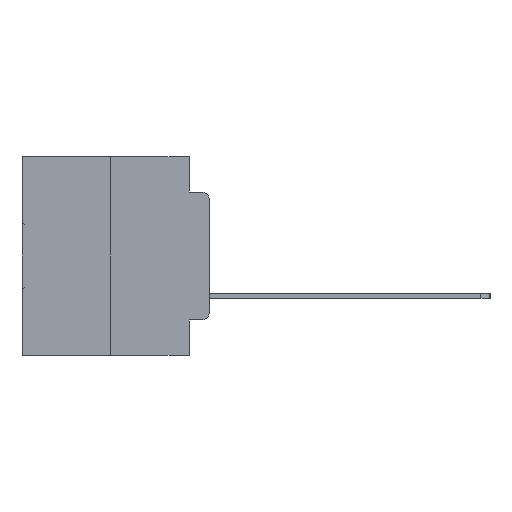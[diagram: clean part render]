
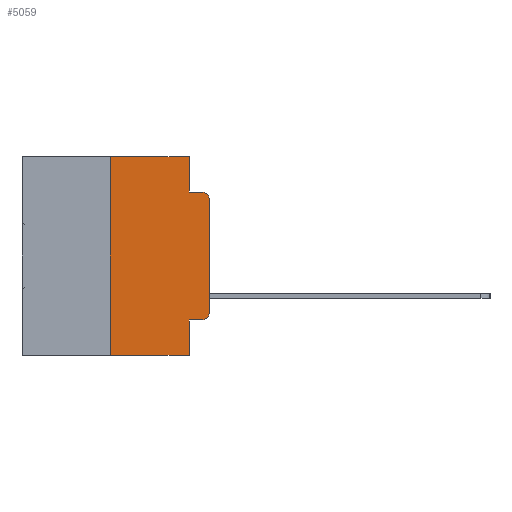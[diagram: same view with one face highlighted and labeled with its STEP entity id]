
A CAD part, left-side view. The second image highlights one B-rep face of the part: STEP entity #5059.
In plain terms, the highlighted planar face has unit normal (-1, 0, 0).
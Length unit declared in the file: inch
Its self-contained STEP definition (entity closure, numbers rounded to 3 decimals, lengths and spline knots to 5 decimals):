
#869 = VERTEX_POINT ( 'NONE', #5995 ) ;
#1401 = VECTOR ( 'NONE', #21667, 39.37008 ) ;
#1606 = DIRECTION ( 'NONE',  ( 0., 0., -1. ) ) ;
#2068 = EDGE_CURVE ( 'NONE', #30467, #26399, #21301, .T. ) ;
#2154 = VERTEX_POINT ( 'NONE', #31460 ) ;
#2209 = CARTESIAN_POINT ( 'NONE',  ( 0., 0., -0.3915 ) ) ;
#2325 = VERTEX_POINT ( 'NONE', #2848 ) ;
#2701 = EDGE_CURVE ( 'NONE', #26399, #14765, #8483, .T. ) ;
#2786 = CARTESIAN_POINT ( 'NONE',  ( 0., 0.02, -0.0885 ) ) ;
#2848 = CARTESIAN_POINT ( 'NONE',  ( 0., 0.051, -0.4115 ) ) ;
#2877 = CARTESIAN_POINT ( 'NONE',  ( 0., 0.051, 0. ) ) ;
#2918 = VERTEX_POINT ( 'NONE', #22836 ) ;
#3215 = VECTOR ( 'NONE', #31135, 39.37008 ) ;
#3916 = VECTOR ( 'NONE', #6900, 39.37008 ) ;
#4583 = LINE ( 'NONE', #2877, #28387 ) ;
#4895 = CARTESIAN_POINT ( 'NONE',  ( 0., 0., 0. ) ) ;
#5059 = ADVANCED_FACE ( 'NONE', ( #23296 ), #13950, .F. ) ;
#5176 = ORIENTED_EDGE ( 'NONE', *, *, #31007, .F. ) ;
#5578 = LINE ( 'NONE', #22892, #12157 ) ;
#5995 = CARTESIAN_POINT ( 'NONE',  ( 0., 0.051, -0.5 ) ) ;
#6813 = ORIENTED_EDGE ( 'NONE', *, *, #2701, .T. ) ;
#6864 = CARTESIAN_POINT ( 'NONE',  ( 0., 0.051, 0. ) ) ;
#6900 = DIRECTION ( 'NONE',  ( 0., -1., 0. ) ) ;
#7000 = EDGE_CURVE ( 'NONE', #2918, #8274, #23545, .T. ) ;
#7229 = ORIENTED_EDGE ( 'NONE', *, *, #29116, .T. ) ;
#7667 = EDGE_CURVE ( 'NONE', #2325, #30467, #29238, .T. ) ;
#7735 = ORIENTED_EDGE ( 'NONE', *, *, #31414, .F. ) ;
#7877 = VERTEX_POINT ( 'NONE', #2786 ) ;
#7918 = EDGE_LOOP ( 'NONE', ( #6813, #30486, #5176, #29275, #18058, #7735, #7229, #21676, #18851, #9865 ) ) ;
#8196 = DIRECTION ( 'NONE',  ( 0., 0., -1. ) ) ;
#8274 = VERTEX_POINT ( 'NONE', #6864 ) ;
#8483 = LINE ( 'NONE', #4895, #14272 ) ;
#9865 = ORIENTED_EDGE ( 'NONE', *, *, #2068, .T. ) ;
#11863 = DIRECTION ( 'NONE',  ( 0., -1., 0. ) ) ;
#12157 = VECTOR ( 'NONE', #8196, 39.37008 ) ;
#12239 = DIRECTION ( 'NONE',  ( 0., 0., 1. ) ) ;
#12611 = CARTESIAN_POINT ( 'NONE',  ( 0., 0.02, -0.1085 ) ) ;
#13230 = CARTESIAN_POINT ( 'NONE',  ( 0., 0.25, -0.5 ) ) ;
#13950 = PLANE ( 'NONE',  #18913 ) ;
#14115 = CARTESIAN_POINT ( 'NONE',  ( 0., 0.02, -0.3915 ) ) ;
#14261 = EDGE_CURVE ( 'NONE', #8274, #2154, #4583, .T. ) ;
#14272 = VECTOR ( 'NONE', #12239, 39.37008 ) ;
#14765 = VERTEX_POINT ( 'NONE', #27023 ) ;
#14974 = VERTEX_POINT ( 'NONE', #13230 ) ;
#15089 = DIRECTION ( 'NONE',  ( 0., 0., -1. ) ) ;
#16404 = DIRECTION ( 'NONE',  ( 1., 0., 0. ) ) ;
#16581 = DIRECTION ( 'NONE',  ( 0., 0., -1. ) ) ;
#17794 = VECTOR ( 'NONE', #11863, 39.37008 ) ;
#18058 = ORIENTED_EDGE ( 'NONE', *, *, #7000, .F. ) ;
#18745 = CARTESIAN_POINT ( 'NONE',  ( 0., 0.473, 0. ) ) ;
#18851 = ORIENTED_EDGE ( 'NONE', *, *, #7667, .T. ) ;
#18913 = AXIS2_PLACEMENT_3D ( 'NONE', #18745, #16404, #1606 ) ;
#19151 = CARTESIAN_POINT ( 'NONE',  ( 0., 0.02, -0.4115 ) ) ;
#19205 = CARTESIAN_POINT ( 'NONE',  ( 0., 0.473, -0.5 ) ) ;
#20715 = CARTESIAN_POINT ( 'NONE',  ( 0., 0.25, 0. ) ) ;
#21067 = LINE ( 'NONE', #19205, #1401 ) ;
#21301 = CIRCLE ( 'NONE', #25614, 0.02 ) ;
#21667 = DIRECTION ( 'NONE',  ( 0., -1., 0. ) ) ;
#21676 = ORIENTED_EDGE ( 'NONE', *, *, #30050, .F. ) ;
#22836 = CARTESIAN_POINT ( 'NONE',  ( 0., 0.25, 0. ) ) ;
#22839 = LINE ( 'NONE', #26280, #3215 ) ;
#22892 = CARTESIAN_POINT ( 'NONE',  ( 0., 0.051, 0. ) ) ;
#23172 = DIRECTION ( 'NONE',  ( 0., 0., 1. ) ) ;
#23296 = FACE_OUTER_BOUND ( 'NONE', #7918, .T. ) ;
#23303 = CIRCLE ( 'NONE', #26075, 0.02 ) ;
#23545 = LINE ( 'NONE', #26526, #17794 ) ;
#23580 = LINE ( 'NONE', #20715, #29267 ) ;
#25614 = AXIS2_PLACEMENT_3D ( 'NONE', #14115, #31148, #16581 ) ;
#26075 = AXIS2_PLACEMENT_3D ( 'NONE', #12611, #29701, #15089 ) ;
#26280 = CARTESIAN_POINT ( 'NONE',  ( 0., 0.051, -0.0885 ) ) ;
#26399 = VERTEX_POINT ( 'NONE', #2209 ) ;
#26526 = CARTESIAN_POINT ( 'NONE',  ( 0., 0.473, 0. ) ) ;
#27023 = CARTESIAN_POINT ( 'NONE',  ( 0., 0., -0.1085 ) ) ;
#28387 = VECTOR ( 'NONE', #29913, 39.37008 ) ;
#28957 = CARTESIAN_POINT ( 'NONE',  ( 0., 0.051, -0.4115 ) ) ;
#29116 = EDGE_CURVE ( 'NONE', #14974, #869, #21067, .T. ) ;
#29238 = LINE ( 'NONE', #28957, #3916 ) ;
#29267 = VECTOR ( 'NONE', #23172, 39.37008 ) ;
#29275 = ORIENTED_EDGE ( 'NONE', *, *, #14261, .F. ) ;
#29701 = DIRECTION ( 'NONE',  ( -1., 0., 0. ) ) ;
#29913 = DIRECTION ( 'NONE',  ( 0., 0., -1. ) ) ;
#29962 = EDGE_CURVE ( 'NONE', #14765, #7877, #23303, .T. ) ;
#30050 = EDGE_CURVE ( 'NONE', #2325, #869, #5578, .T. ) ;
#30467 = VERTEX_POINT ( 'NONE', #19151 ) ;
#30486 = ORIENTED_EDGE ( 'NONE', *, *, #29962, .T. ) ;
#31007 = EDGE_CURVE ( 'NONE', #2154, #7877, #22839, .T. ) ;
#31135 = DIRECTION ( 'NONE',  ( 0., -1., 0. ) ) ;
#31148 = DIRECTION ( 'NONE',  ( -1., 0., 0. ) ) ;
#31414 = EDGE_CURVE ( 'NONE', #14974, #2918, #23580, .T. ) ;
#31460 = CARTESIAN_POINT ( 'NONE',  ( 0., 0.051, -0.0885 ) ) ;
